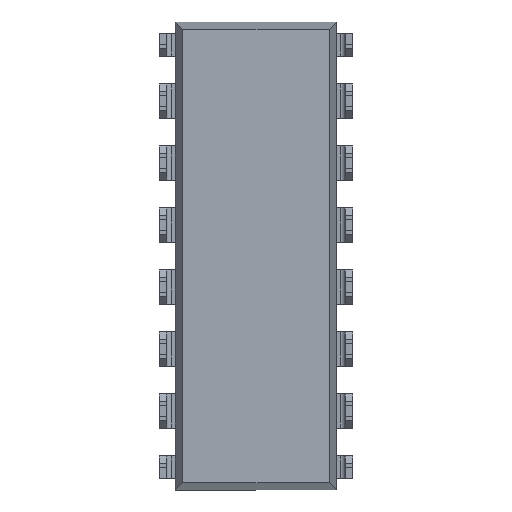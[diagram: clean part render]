
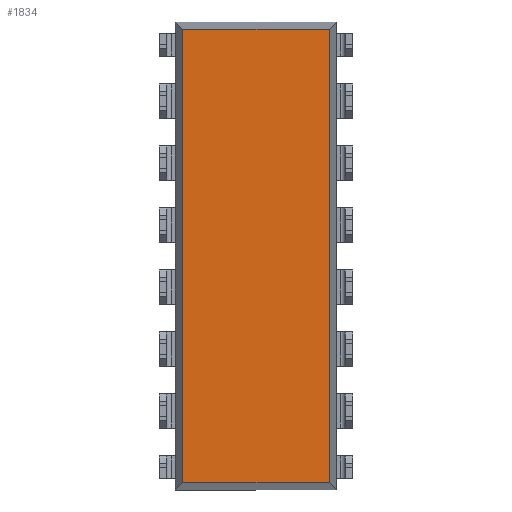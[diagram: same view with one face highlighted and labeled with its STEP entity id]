
A CAD part, front view. The second image highlights one B-rep face of the part: STEP entity #1834.
In plain terms, the highlighted planar face has unit normal (0, -1, 0).
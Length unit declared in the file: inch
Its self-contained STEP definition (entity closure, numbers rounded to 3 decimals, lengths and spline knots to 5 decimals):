
#103 = CARTESIAN_POINT ( 'NONE',  ( -0.13, 0.03, -0.36573 ) ) ;
#128 = VERTEX_POINT ( 'NONE', #2782 ) ;
#274 = PLANE ( 'NONE',  #3961 ) ;
#655 = CARTESIAN_POINT ( 'NONE',  ( 0.11823, 0.03, -0.36573 ) ) ;
#690 = VECTOR ( 'NONE', #7149, 39.37008 ) ;
#778 = LINE ( 'NONE', #2127, #6002 ) ;
#990 = VERTEX_POINT ( 'NONE', #655 ) ;
#1013 = CARTESIAN_POINT ( 'NONE',  ( 0., 0.03, 0. ) ) ;
#1151 = DIRECTION ( 'NONE',  ( 0., 0., 1. ) ) ;
#1187 = LINE ( 'NONE', #2947, #5938 ) ;
#1542 = VECTOR ( 'NONE', #2454, 39.37008 ) ;
#1586 = EDGE_CURVE ( 'NONE', #4946, #5157, #3054, .T. ) ;
#1834 = ADVANCED_FACE ( 'NONE', ( #3584 ), #274, .T. ) ;
#2127 = CARTESIAN_POINT ( 'NONE',  ( 0.13, 0.03, 0.36573 ) ) ;
#2297 = CARTESIAN_POINT ( 'NONE',  ( -0.11823, 0.03, -0.36573 ) ) ;
#2454 = DIRECTION ( 'NONE',  ( 0., 0., -1. ) ) ;
#2529 = ORIENTED_EDGE ( 'NONE', *, *, #3215, .T. ) ;
#2782 = CARTESIAN_POINT ( 'NONE',  ( 0.11823, 0.03, 0.36573 ) ) ;
#2947 = CARTESIAN_POINT ( 'NONE',  ( 0.11823, 0.03, -0.3775 ) ) ;
#3054 = LINE ( 'NONE', #6300, #1542 ) ;
#3215 = EDGE_CURVE ( 'NONE', #128, #4946, #778, .T. ) ;
#3584 = FACE_OUTER_BOUND ( 'NONE', #5349, .T. ) ;
#3750 = EDGE_CURVE ( 'NONE', #990, #128, #1187, .T. ) ;
#3961 = AXIS2_PLACEMENT_3D ( 'NONE', #1013, #7422, #6184 ) ;
#4325 = ORIENTED_EDGE ( 'NONE', *, *, #6391, .T. ) ;
#4577 = LINE ( 'NONE', #103, #690 ) ;
#4946 = VERTEX_POINT ( 'NONE', #7967 ) ;
#5157 = VERTEX_POINT ( 'NONE', #2297 ) ;
#5348 = ORIENTED_EDGE ( 'NONE', *, *, #1586, .T. ) ;
#5349 = EDGE_LOOP ( 'NONE', ( #7611, #2529, #5348, #4325 ) ) ;
#5938 = VECTOR ( 'NONE', #1151, 39.37008 ) ;
#6002 = VECTOR ( 'NONE', #6601, 39.37008 ) ;
#6184 = DIRECTION ( 'NONE',  ( 1., 0., 0. ) ) ;
#6300 = CARTESIAN_POINT ( 'NONE',  ( -0.11823, 0.03, 0.3775 ) ) ;
#6391 = EDGE_CURVE ( 'NONE', #5157, #990, #4577, .T. ) ;
#6601 = DIRECTION ( 'NONE',  ( -1., 0., 0. ) ) ;
#7149 = DIRECTION ( 'NONE',  ( 1., 0., 0. ) ) ;
#7422 = DIRECTION ( 'NONE',  ( 0., -1., 0. ) ) ;
#7611 = ORIENTED_EDGE ( 'NONE', *, *, #3750, .T. ) ;
#7967 = CARTESIAN_POINT ( 'NONE',  ( -0.11823, 0.03, 0.36573 ) ) ;
